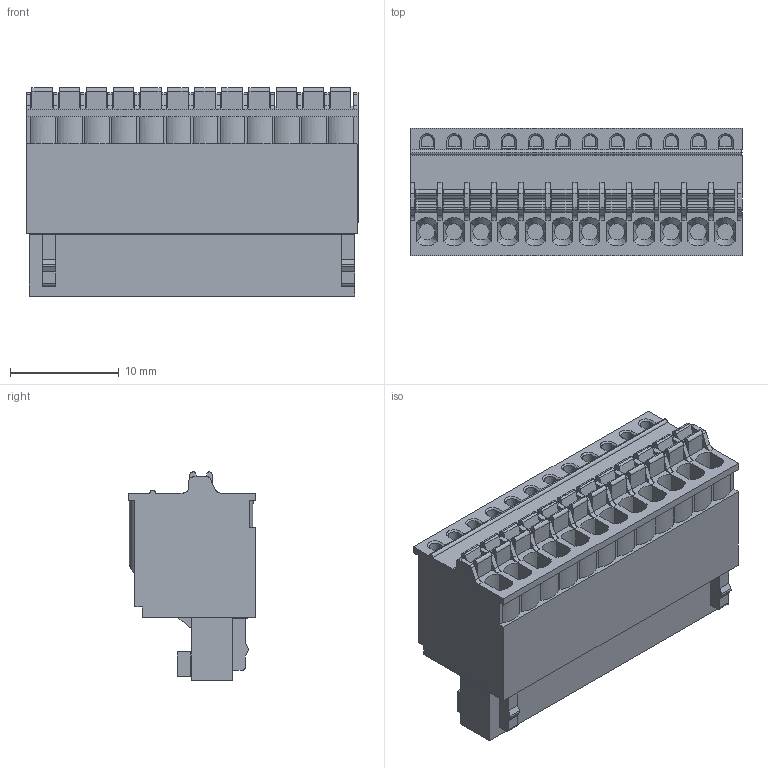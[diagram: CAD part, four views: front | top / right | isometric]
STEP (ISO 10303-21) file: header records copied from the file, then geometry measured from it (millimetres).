
FILE_DESCRIPTION(('CATIA V5R24 STEP','CAx-IF Rec.Pracs.--- Model Styling and Organization---1.2---2011-12-15'),'2;1');
FILE_NAME ('D1462126_0_2439750000_2439750000.stp','2016-04-19T13:08:53+00:00',('none'),('Weidmueller'),'CATIA Version 5-6 Release 2014 SP4','CATIA V5 STEP AP214','none');
FILE_SCHEMA(('AUTOMOTIVE_DESIGN { 1 0 10303 214 1 1 1 1 }'));
Length unit declared in the file: millimetre
Products named in the file (1): 2439750000_BLF 2.50/12/180 SN BK BX
Bounding box: 30.6 x 11.75 x 19.2 mm (x, y, z)
Volume: 4335.9 mm3; surface area: 3321.2 mm2
Topology: 1 solids, 1 shells, 800 faces, 2059 edges, 1332 vertices
Faces by surface type: plane 441, cylinder 263, cone 72, bspline 24
Entity records: 26851 total; most frequent: CARTESIAN_POINT 8019, ORIENTED_EDGE 4118, DIRECTION 3335, EDGE_CURVE 2059, VECTOR 1407, LINE 1407, VERTEX_POINT 1332, AXIS2_PLACEMENT_3D 1153
